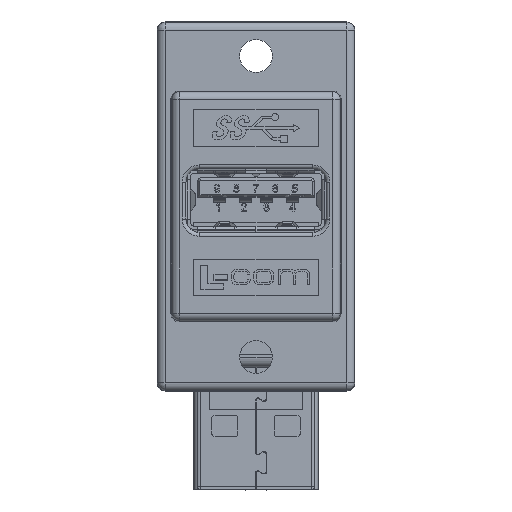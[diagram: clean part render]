
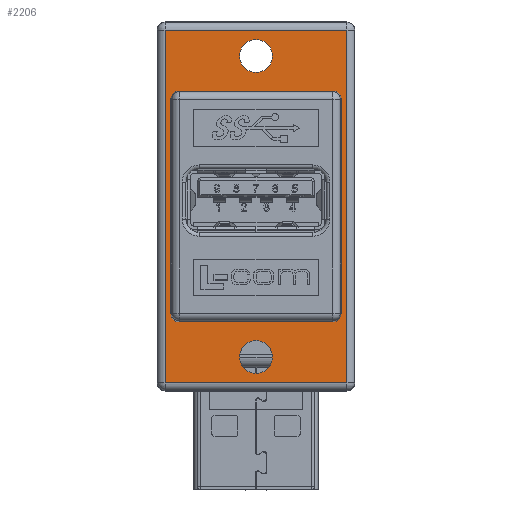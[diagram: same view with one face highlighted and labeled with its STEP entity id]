
A CAD part, top view. The second image highlights one B-rep face of the part: STEP entity #2206.
In plain terms, the highlighted planar face has unit normal (0, 0, 1).
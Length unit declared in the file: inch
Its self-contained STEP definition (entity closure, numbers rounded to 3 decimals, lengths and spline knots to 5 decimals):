
#504 = CARTESIAN_POINT ( 'NONE',  ( 0.29292, -0.43788, 0.1 ) ) ;
#1864 = ORIENTED_EDGE ( 'NONE', *, *, #60899, .F. ) ;
#2206 = ADVANCED_FACE ( '?22', ( #129660, #49055, #80384, #101660 ), #121980, .F. ) ;
#3372 = CARTESIAN_POINT ( 'NONE',  ( -0.32291, -0.40788, 0.1 ) ) ;
#3547 = VECTOR ( 'NONE', #59634, 39.37008 ) ;
#3571 = ORIENTED_EDGE ( 'NONE', *, *, #59044, .T. ) ;
#4763 = CARTESIAN_POINT ( 'NONE',  ( 0.34439, 0.7, 0.1 ) ) ;
#4969 =( BOUNDED_CURVE ( )  B_SPLINE_CURVE ( 3, ( #119093, #45445, #87373, #56113 ),
 .UNSPECIFIED., .F., .F. ) 
 B_SPLINE_CURVE_WITH_KNOTS ( ( 4, 4 ),
 ( 5.49783, 7.06855 ),
 .UNSPECIFIED. ) 
 CURVE ( )  GEOMETRIC_REPRESENTATION_ITEM ( )  RATIONAL_B_SPLINE_CURVE ( ( 1., 0.805, 0.805, 1. ) ) 
 REPRESENTATION_ITEM ( '' )  );
#6333 = CARTESIAN_POINT ( 'NONE',  ( -0.32291, 0.42545, 0.1 ) ) ;
#6791 = VERTEX_POINT ( 'NONE', #25307 ) ;
#7066 = VERTEX_POINT ( 'NONE', #92850 ) ;
#9997 = ORIENTED_EDGE ( 'NONE', *, *, #20852, .T. ) ;
#11990 = EDGE_LOOP ( 'NONE', ( #19002, #107966, #67446, #128633, #27413, #22434, #1864, #9997 ) ) ;
#14168 = EDGE_CURVE ( 'NONE', #48604, #127277, #109724, .T. ) ;
#15397 = EDGE_CURVE ( 'NONE', #66738, #66738, #46579, .T. ) ;
#16871 = CARTESIAN_POINT ( 'NONE',  ( -0.31049, 0.43788, 0.1 ) ) ;
#19002 = ORIENTED_EDGE ( 'NONE', *, *, #103730, .F. ) ;
#20852 = EDGE_CURVE ( 'NONE', #133475, #107211, #61613, .T. ) ;
#21118 = CARTESIAN_POINT ( 'NONE',  ( 0.32291, -0.40788, 0.1 ) ) ;
#22420 = EDGE_LOOP ( 'NONE', ( #39807, #119830, #71362, #3571 ) ) ;
#22434 = ORIENTED_EDGE ( 'NONE', *, *, #116615, .T. ) ;
#22837 = VECTOR ( 'NONE', #59224, 39.37008 ) ;
#22849 = DIRECTION ( 'NONE',  ( 0., 0., -1. ) ) ;
#23778 = VERTEX_POINT ( 'NONE', #82239 ) ;
#25210 = EDGE_CURVE ( 'NONE', #114114, #67645, #74550, .T. ) ;
#25307 = CARTESIAN_POINT ( 'NONE',  ( -0.29292, 0.43788, 0.1 ) ) ;
#25531 = AXIS2_PLACEMENT_3D ( 'NONE', #120688, #57706, #131211 ) ;
#27276 = VECTOR ( 'NONE', #93833, 39.37008 ) ;
#27413 = ORIENTED_EDGE ( 'NONE', *, *, #25210, .F. ) ;
#28011 = EDGE_LOOP ( 'NONE', ( #32722 ) ) ;
#30603 = CARTESIAN_POINT ( 'NONE',  ( -0.34439, 0.66939, 0.1 ) ) ;
#30929 = CARTESIAN_POINT ( 'NONE',  ( 0.32291, 0.40788, 0.1 ) ) ;
#32722 = ORIENTED_EDGE ( 'NONE', *, *, #72930, .T. ) ;
#33549 = CARTESIAN_POINT ( 'NONE',  ( -0.375, -0.66939, 0.1 ) ) ;
#37960 = CARTESIAN_POINT ( 'NONE',  ( -0.34413, 0.66939, 0.1 ) ) ;
#39807 = ORIENTED_EDGE ( 'NONE', *, *, #14168, .T. ) ;
#42139 =( BOUNDED_CURVE ( )  B_SPLINE_CURVE ( 3, ( #52993, #126544, #63626, #504 ),
 .UNSPECIFIED., .F., .F. ) 
 B_SPLINE_CURVE_WITH_KNOTS ( ( 4, 4 ),
 ( 5.49783, 7.06855 ),
 .UNSPECIFIED. ) 
 CURVE ( )  GEOMETRIC_REPRESENTATION_ITEM ( )  RATIONAL_B_SPLINE_CURVE ( ( 1., 0.805, 0.805, 1. ) ) 
 REPRESENTATION_ITEM ( '' )  );
#44150 = CARTESIAN_POINT ( 'NONE',  ( 0.34439, 0.66939, 0.1 ) ) ;
#45445 = CARTESIAN_POINT ( 'NONE',  ( 0.31049, 0.43788, 0.1 ) ) ;
#46579 = CIRCLE ( 'NONE', #87811, 0.0625 ) ;
#48604 = VERTEX_POINT ( 'NONE', #30603 ) ;
#49055 = FACE_BOUND ( 'NONE', #60604, .T. ) ;
#49745 = DIRECTION ( 'NONE',  ( 0., 0., -1. ) ) ;
#50152 =( BOUNDED_CURVE ( )  B_SPLINE_CURVE ( 3, ( #132296, #6333, #16871, #90484 ),
 .UNSPECIFIED., .F., .F. ) 
 B_SPLINE_CURVE_WITH_KNOTS ( ( 4, 4 ),
 ( 5.49783, 7.06855 ),
 .UNSPECIFIED. ) 
 CURVE ( )  GEOMETRIC_REPRESENTATION_ITEM ( )  RATIONAL_B_SPLINE_CURVE ( ( 1., 0.805, 0.805, 1. ) ) 
 REPRESENTATION_ITEM ( '' )  );
#51300 = VECTOR ( 'NONE', #106032, 39.37008 ) ;
#51808 = CARTESIAN_POINT ( 'NONE',  ( 0.32291, 0.7, 0.1 ) ) ;
#52037 = CARTESIAN_POINT ( 'NONE',  ( -0.34439, -0.66939, 0.1 ) ) ;
#52993 = CARTESIAN_POINT ( 'NONE',  ( 0.32291, -0.40788, 0.1 ) ) ;
#53841 = EDGE_CURVE ( '??4', #62814, #6791, #106760, .T. ) ;
#55296 = LINE ( 'NONE', #33549, #27276 ) ;
#55858 = CARTESIAN_POINT ( 'NONE',  ( -0.31049, -0.43788, 0.1 ) ) ;
#56113 = CARTESIAN_POINT ( 'NONE',  ( 0.32291, 0.40788, 0.1 ) ) ;
#56625 = CIRCLE ( 'NONE', #25531, 0.0625 ) ;
#57706 = DIRECTION ( 'NONE',  ( 0., 0., -1. ) ) ;
#59044 = EDGE_CURVE ( 'NONE', #67766, #48604, #59595, .T. ) ;
#59224 = DIRECTION ( 'NONE',  ( -1., 0., 0. ) ) ;
#59595 = LINE ( 'NONE', #37960, #3547 ) ;
#59634 = DIRECTION ( 'NONE',  ( -1., 0., 0. ) ) ;
#59931 = EDGE_CURVE ( 'NONE', #62814, #67645, #4969, .T. ) ;
#60604 = EDGE_LOOP ( 'NONE', ( #87884 ) ) ;
#60899 = EDGE_CURVE ( '??56', #133475, #89058, #79571, .T. ) ;
#61613 =( BOUNDED_CURVE ( )  B_SPLINE_CURVE ( 3, ( #108249, #55858, #66420, #3372 ),
 .UNSPECIFIED., .F., .F. ) 
 B_SPLINE_CURVE_WITH_KNOTS ( ( 4, 4 ),
 ( 5.49783, 7.06855 ),
 .UNSPECIFIED. ) 
 CURVE ( )  GEOMETRIC_REPRESENTATION_ITEM ( )  RATIONAL_B_SPLINE_CURVE ( ( 1., 0.805, 0.805, 1. ) ) 
 REPRESENTATION_ITEM ( '' )  );
#62814 = VERTEX_POINT ( 'NONE', #104268 ) ;
#63626 = CARTESIAN_POINT ( 'NONE',  ( 0.31049, -0.43788, 0.1 ) ) ;
#66420 = CARTESIAN_POINT ( 'NONE',  ( -0.32291, -0.42545, 0.1 ) ) ;
#66738 = VERTEX_POINT ( 'NONE', #79937 ) ;
#67446 = ORIENTED_EDGE ( 'NONE', *, *, #53841, .F. ) ;
#67645 = VERTEX_POINT ( 'NONE', #30929 ) ;
#67766 = VERTEX_POINT ( 'NONE', #44150 ) ;
#71302 = VECTOR ( 'NONE', #125343, 39.37008 ) ;
#71362 = ORIENTED_EDGE ( 'NONE', *, *, #93589, .T. ) ;
#72930 = EDGE_CURVE ( 'NONE', #23778, #23778, #56625, .T. ) ;
#74550 = LINE ( 'NONE', #51808, #71302 ) ;
#79571 = LINE ( 'NONE', #106434, #82905 ) ;
#79937 = CARTESIAN_POINT ( 'NONE',  ( -0.0625, -0.57087, 0.1 ) ) ;
#80384 = FACE_BOUND ( 'NONE', #28011, .T. ) ;
#82239 = CARTESIAN_POINT ( 'NONE',  ( -0.0625, 0.57087, 0.1 ) ) ;
#82905 = VECTOR ( 'NONE', #95849, 39.37008 ) ;
#85888 = CARTESIAN_POINT ( 'NONE',  ( 0., -0.57087, 0.1 ) ) ;
#87373 = CARTESIAN_POINT ( 'NONE',  ( 0.32291, 0.42545, 0.1 ) ) ;
#87811 = AXIS2_PLACEMENT_3D ( 'NONE', #85888, #22849, #96422 ) ;
#87884 = ORIENTED_EDGE ( 'NONE', *, *, #15397, .T. ) ;
#88458 = EDGE_CURVE ( 'NONE', #116120, #6791, #50152, .T. ) ;
#88930 = DIRECTION ( 'NONE',  ( 0., -1., 0. ) ) ;
#89058 = VERTEX_POINT ( 'NONE', #112405 ) ;
#90484 = CARTESIAN_POINT ( 'NONE',  ( -0.29292, 0.43788, 0.1 ) ) ;
#92850 = CARTESIAN_POINT ( 'NONE',  ( 0.34439, -0.66939, 0.1 ) ) ;
#93589 = EDGE_CURVE ( 'NONE', #7066, #67766, #109886, .T. ) ;
#93833 = DIRECTION ( 'NONE',  ( 1., 0., 0. ) ) ;
#95849 = DIRECTION ( 'NONE',  ( 1., 0., 0. ) ) ;
#96422 = DIRECTION ( 'NONE',  ( -1., 0., 0. ) ) ;
#98511 = CARTESIAN_POINT ( 'NONE',  ( -0.34439, -0.66913, 0.1 ) ) ;
#101660 = FACE_BOUND ( 'NONE', #11990, .T. ) ;
#102110 = CARTESIAN_POINT ( 'NONE',  ( -0.375, 0.7, 0.1 ) ) ;
#103730 = EDGE_CURVE ( '??27', #116120, #107211, #107225, .T. ) ;
#104268 = CARTESIAN_POINT ( 'NONE',  ( 0.29292, 0.43788, 0.1 ) ) ;
#106032 = DIRECTION ( 'NONE',  ( 0., -1., 0. ) ) ;
#106421 = VECTOR ( 'NONE', #88930, 39.37008 ) ;
#106434 = CARTESIAN_POINT ( 'NONE',  ( -0.375, -0.43788, 0.1 ) ) ;
#106570 = VECTOR ( 'NONE', #121136, 39.37008 ) ;
#106760 = LINE ( 'NONE', #112047, #22837 ) ;
#107211 = VERTEX_POINT ( 'NONE', #128247 ) ;
#107220 = EDGE_CURVE ( 'NONE', #127277, #7066, #55296, .T. ) ;
#107225 = LINE ( 'NONE', #126720, #51300 ) ;
#107966 = ORIENTED_EDGE ( 'NONE', *, *, #88458, .T. ) ;
#108249 = CARTESIAN_POINT ( 'NONE',  ( -0.29292, -0.43788, 0.1 ) ) ;
#109724 = LINE ( 'NONE', #98511, #106421 ) ;
#109886 = LINE ( 'NONE', #4763, #106570 ) ;
#112047 = CARTESIAN_POINT ( 'NONE',  ( -0.375, 0.43788, 0.1 ) ) ;
#112405 = CARTESIAN_POINT ( 'NONE',  ( 0.29292, -0.43788, 0.1 ) ) ;
#114114 = VERTEX_POINT ( 'NONE', #21118 ) ;
#116120 = VERTEX_POINT ( 'NONE', #116633 ) ;
#116615 = EDGE_CURVE ( 'NONE', #114114, #89058, #42139, .T. ) ;
#116633 = CARTESIAN_POINT ( 'NONE',  ( -0.32291, 0.40788, 0.1 ) ) ;
#119093 = CARTESIAN_POINT ( 'NONE',  ( 0.29292, 0.43788, 0.1 ) ) ;
#119830 = ORIENTED_EDGE ( 'NONE', *, *, #107220, .T. ) ;
#120688 = CARTESIAN_POINT ( 'NONE',  ( 0., 0.57087, 0.1 ) ) ;
#121136 = DIRECTION ( 'NONE',  ( 0., 1., 0. ) ) ;
#121661 = AXIS2_PLACEMENT_3D ( 'NONE', #102110, #49745, #123345 ) ;
#121980 = PLANE ( 'NONE',  #121661 ) ;
#123345 = DIRECTION ( 'NONE',  ( -1., 0., 0. ) ) ;
#125343 = DIRECTION ( 'NONE',  ( 0., 1., 0. ) ) ;
#126544 = CARTESIAN_POINT ( 'NONE',  ( 0.32291, -0.42545, 0.1 ) ) ;
#126720 = CARTESIAN_POINT ( 'NONE',  ( -0.32291, 0.7, 0.1 ) ) ;
#127277 = VERTEX_POINT ( 'NONE', #52037 ) ;
#128247 = CARTESIAN_POINT ( 'NONE',  ( -0.32291, -0.40788, 0.1 ) ) ;
#128633 = ORIENTED_EDGE ( 'NONE', *, *, #59931, .T. ) ;
#129660 = FACE_OUTER_BOUND ( 'NONE', #22420, .T. ) ;
#131211 = DIRECTION ( 'NONE',  ( -1., 0., 0. ) ) ;
#132296 = CARTESIAN_POINT ( 'NONE',  ( -0.32291, 0.40788, 0.1 ) ) ;
#132821 = CARTESIAN_POINT ( 'NONE',  ( -0.29292, -0.43788, 0.1 ) ) ;
#133475 = VERTEX_POINT ( 'NONE', #132821 ) ;
